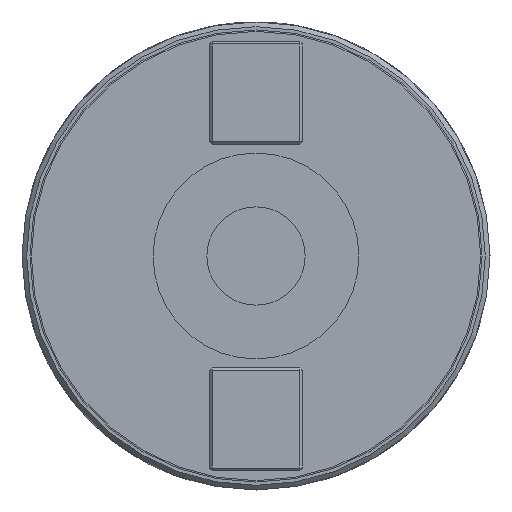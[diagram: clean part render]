
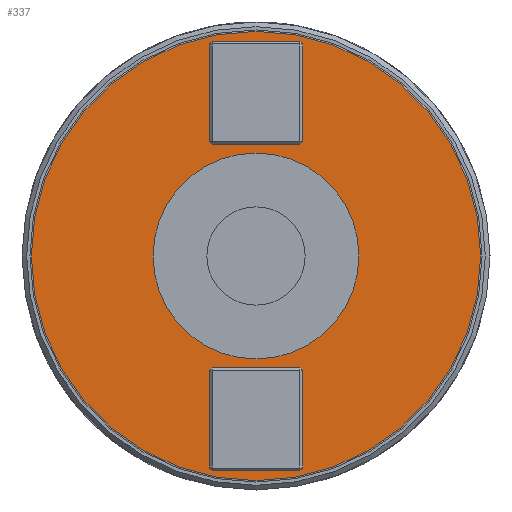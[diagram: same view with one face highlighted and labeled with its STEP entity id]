
A CAD part, left-side view. The second image highlights one B-rep face of the part: STEP entity #337.
In plain terms, the highlighted planar face has unit normal (-1, 0, 0).
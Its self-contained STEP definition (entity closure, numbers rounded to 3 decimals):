
#97=FACE_BOUND('',#526,.T.);
#98=FACE_BOUND('',#527,.T.);
#99=FACE_BOUND('',#528,.T.);
#100=FACE_BOUND('',#529,.T.);
#144=LINE('',#1608,#240);
#145=LINE('',#1611,#241);
#146=LINE('',#1613,#242);
#147=LINE('',#1615,#243);
#148=LINE('',#1617,#244);
#149=LINE('',#1619,#245);
#150=LINE('',#1621,#246);
#151=LINE('',#1623,#247);
#152=LINE('',#1624,#248);
#153=LINE('',#1627,#249);
#154=LINE('',#1629,#250);
#155=LINE('',#1631,#251);
#156=LINE('',#1633,#252);
#157=LINE('',#1635,#253);
#158=LINE('',#1637,#254);
#159=LINE('',#1639,#255);
#240=VECTOR('',#1305,1.);
#241=VECTOR('',#1306,1.);
#242=VECTOR('',#1307,1.);
#243=VECTOR('',#1308,1.);
#244=VECTOR('',#1309,1.);
#245=VECTOR('',#1310,1.);
#246=VECTOR('',#1311,1.);
#247=VECTOR('',#1312,1.);
#248=VECTOR('',#1313,1.);
#249=VECTOR('',#1314,1.);
#250=VECTOR('',#1315,1.);
#251=VECTOR('',#1316,1.);
#252=VECTOR('',#1317,1.);
#253=VECTOR('',#1318,1.);
#254=VECTOR('',#1319,1.);
#255=VECTOR('',#1320,1.);
#337=ADVANCED_FACE('',(#97,#98,#99,#100),#415,.F.);
#415=PLANE('',#1198);
#526=EDGE_LOOP('',(#630,#631,#632,#633,#634,#635,#636,#637));
#527=EDGE_LOOP('',(#638,#639,#640,#641,#642,#643,#644,#645));
#528=EDGE_LOOP('',(#646));
#529=EDGE_LOOP('',(#647));
#630=ORIENTED_EDGE('',*,*,#1019,.T.);
#631=ORIENTED_EDGE('',*,*,#1020,.T.);
#632=ORIENTED_EDGE('',*,*,#1021,.T.);
#633=ORIENTED_EDGE('',*,*,#1022,.T.);
#634=ORIENTED_EDGE('',*,*,#1023,.T.);
#635=ORIENTED_EDGE('',*,*,#1024,.T.);
#636=ORIENTED_EDGE('',*,*,#1025,.T.);
#637=ORIENTED_EDGE('',*,*,#1026,.T.);
#638=ORIENTED_EDGE('',*,*,#1027,.T.);
#639=ORIENTED_EDGE('',*,*,#1028,.T.);
#640=ORIENTED_EDGE('',*,*,#1029,.T.);
#641=ORIENTED_EDGE('',*,*,#1030,.T.);
#642=ORIENTED_EDGE('',*,*,#1031,.T.);
#643=ORIENTED_EDGE('',*,*,#1032,.T.);
#644=ORIENTED_EDGE('',*,*,#1033,.T.);
#645=ORIENTED_EDGE('',*,*,#1034,.T.);
#646=ORIENTED_EDGE('',*,*,#1035,.F.);
#647=ORIENTED_EDGE('',*,*,#1036,.T.);
#922=VERTEX_POINT('',#1609);
#923=VERTEX_POINT('',#1610);
#924=VERTEX_POINT('',#1612);
#925=VERTEX_POINT('',#1614);
#926=VERTEX_POINT('',#1616);
#927=VERTEX_POINT('',#1618);
#928=VERTEX_POINT('',#1620);
#929=VERTEX_POINT('',#1622);
#930=VERTEX_POINT('',#1625);
#931=VERTEX_POINT('',#1626);
#932=VERTEX_POINT('',#1628);
#933=VERTEX_POINT('',#1630);
#934=VERTEX_POINT('',#1632);
#935=VERTEX_POINT('',#1634);
#936=VERTEX_POINT('',#1636);
#937=VERTEX_POINT('',#1638);
#938=VERTEX_POINT('',#1641);
#939=VERTEX_POINT('',#1643);
#1019=EDGE_CURVE('',#922,#923,#144,.T.);
#1020=EDGE_CURVE('',#923,#924,#145,.T.);
#1021=EDGE_CURVE('',#924,#925,#146,.T.);
#1022=EDGE_CURVE('',#925,#926,#147,.T.);
#1023=EDGE_CURVE('',#926,#927,#148,.T.);
#1024=EDGE_CURVE('',#927,#928,#149,.T.);
#1025=EDGE_CURVE('',#928,#929,#150,.T.);
#1026=EDGE_CURVE('',#929,#922,#151,.T.);
#1027=EDGE_CURVE('',#930,#931,#152,.T.);
#1028=EDGE_CURVE('',#931,#932,#153,.T.);
#1029=EDGE_CURVE('',#932,#933,#154,.T.);
#1030=EDGE_CURVE('',#933,#934,#155,.T.);
#1031=EDGE_CURVE('',#934,#935,#156,.T.);
#1032=EDGE_CURVE('',#935,#936,#157,.T.);
#1033=EDGE_CURVE('',#936,#937,#158,.T.);
#1034=EDGE_CURVE('',#937,#930,#159,.T.);
#1035=EDGE_CURVE('',#938,#938,#1165,.T.);
#1036=EDGE_CURVE('',#939,#939,#1166,.T.);
#1165=CIRCLE('',#1196,11.);
#1166=CIRCLE('',#1197,24.);
#1196=AXIS2_PLACEMENT_3D('',#1640,#1321,#1322);
#1197=AXIS2_PLACEMENT_3D('',#1642,#1323,#1324);
#1198=AXIS2_PLACEMENT_3D('',#1644,#1325,#1326);
#1305=DIRECTION('',(0.,0.,-1.));
#1306=DIRECTION('',(0.,0.707,-0.707));
#1307=DIRECTION('',(0.,1.,0.));
#1308=DIRECTION('',(0.,0.707,0.707));
#1309=DIRECTION('',(0.,0.,1.));
#1310=DIRECTION('',(0.,-0.707,0.707));
#1311=DIRECTION('',(0.,-1.,0.));
#1312=DIRECTION('',(0.,-0.707,-0.707));
#1313=DIRECTION('',(0.,0.,1.));
#1314=DIRECTION('',(0.,-0.707,0.707));
#1315=DIRECTION('',(0.,-1.,0.));
#1316=DIRECTION('',(0.,-0.707,-0.707));
#1317=DIRECTION('',(0.,0.,-1.));
#1318=DIRECTION('',(0.,0.707,-0.707));
#1319=DIRECTION('',(0.,1.,0.));
#1320=DIRECTION('',(0.,0.707,0.707));
#1321=DIRECTION('',(-1.,0.,0.));
#1322=DIRECTION('',(0.,0.,-1.));
#1323=DIRECTION('',(-1.,0.,0.));
#1324=DIRECTION('',(0.,0.,-1.));
#1325=DIRECTION('',(1.,0.,0.));
#1326=DIRECTION('',(0.,0.,-1.));
#1608=CARTESIAN_POINT('',(19.,-5.,0.));
#1609=CARTESIAN_POINT('',(19.,-5.,-12.25));
#1610=CARTESIAN_POINT('',(19.,-5.,-22.65));
#1611=CARTESIAN_POINT('',(19.,-7.438,-20.212));
#1612=CARTESIAN_POINT('',(19.,-4.7,-22.95));
#1613=CARTESIAN_POINT('',(19.,12.775,-22.95));
#1614=CARTESIAN_POINT('',(19.,4.7,-22.95));
#1615=CARTESIAN_POINT('',(19.,20.212,-7.438));
#1616=CARTESIAN_POINT('',(19.,5.,-22.65));
#1617=CARTESIAN_POINT('',(19.,5.,0.));
#1618=CARTESIAN_POINT('',(19.,5.,-12.25));
#1619=CARTESIAN_POINT('',(19.,2.762,-10.012));
#1620=CARTESIAN_POINT('',(19.,4.7,-11.95));
#1621=CARTESIAN_POINT('',(19.,12.775,-11.95));
#1622=CARTESIAN_POINT('',(19.,-4.7,-11.95));
#1623=CARTESIAN_POINT('',(19.,10.012,2.762));
#1624=CARTESIAN_POINT('',(19.,5.,0.));
#1625=CARTESIAN_POINT('',(19.,5.,12.25));
#1626=CARTESIAN_POINT('',(19.,5.,22.65));
#1627=CARTESIAN_POINT('',(19.,20.212,7.438));
#1628=CARTESIAN_POINT('',(19.,4.7,22.95));
#1629=CARTESIAN_POINT('',(19.,12.775,22.95));
#1630=CARTESIAN_POINT('',(19.,-4.7,22.95));
#1631=CARTESIAN_POINT('',(19.,-7.438,20.212));
#1632=CARTESIAN_POINT('',(19.,-5.,22.65));
#1633=CARTESIAN_POINT('',(19.,-5.,0.));
#1634=CARTESIAN_POINT('',(19.,-5.,12.25));
#1635=CARTESIAN_POINT('',(19.,10.012,-2.762));
#1636=CARTESIAN_POINT('',(19.,-4.7,11.95));
#1637=CARTESIAN_POINT('',(19.,12.775,11.95));
#1638=CARTESIAN_POINT('',(19.,4.7,11.95));
#1639=CARTESIAN_POINT('',(19.,2.762,10.012));
#1640=CARTESIAN_POINT('',(19.,0.,0.));
#1641=CARTESIAN_POINT('',(19.,0.,-11.));
#1642=CARTESIAN_POINT('',(19.,0.,0.));
#1643=CARTESIAN_POINT('',(19.,0.,-24.));
#1644=CARTESIAN_POINT('',(19.,12.775,0.));
